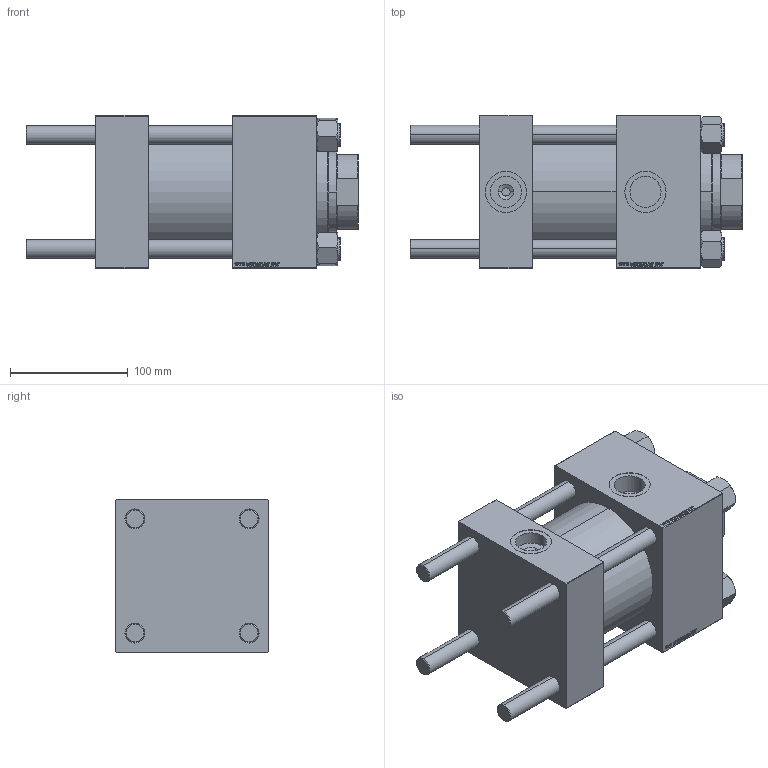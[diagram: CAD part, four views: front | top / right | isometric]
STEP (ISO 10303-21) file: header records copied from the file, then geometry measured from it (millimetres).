
FILE_DESCRIPTION (( 'STEP AP203' ), '1' );
FILE_NAME ('8bd4.STEP', '2022-10-03T15:11:35', ( '' ), ( '' ), 'SwSTEP 2.0', 'SolidWorks 2019', '' );
FILE_SCHEMA (( 'CONFIG_CONTROL_DESIGN' ));
Length unit declared in the file: millimetre
Products named in the file (6): V215CR_VCP 16bcca5083218493937ba68081ba2ab7; 8bd4; CR025_012_A_0_G_A_G_M_020_+#_##_TYCINKA 16bcca5083218493937ba68081ba2ab7; NUT_M5 16bcca5083218493937ba68081ba2ab7; V215_VC_A 16bcca5083218493937ba68081ba2ab7; V215CR_BODY_A 16bcca5083218493937ba68081ba2ab7
Assembly tree (11 placements, depth 2):
  8bd4
    V215CR_BODY_A 16bcca5083218493937ba68081ba2ab7
    CR025_012_A_0_G_A_G_M_020_+#_##_TYCINKA 16bcca5083218493937ba68081ba2ab7  x4
    NUT_M5 16bcca5083218493937ba68081ba2ab7  x4
    V215CR_VCP 16bcca5083218493937ba68081ba2ab7
    V215_VC_A 16bcca5083218493937ba68081ba2ab7
Bounding box: 282 x 130 x 130 mm (x, y, z)
Volume: 2655309 mm3; surface area: 368690.7 mm2
Topology: 11 solids, 11 shells, 1188 faces, 3018 edges, 1967 vertices
Faces by surface type: plane 570, bspline 392, cone 136, cylinder 82, torus 8
Entity records: 50462 total; most frequent: CARTESIAN_POINT 27118, ORIENTED_EDGE 5300, DIRECTION 3346, EDGE_CURVE 2650, VERTEX_POINT 1745, VECTOR 1608, LINE 1608, EDGE_LOOP 1163
